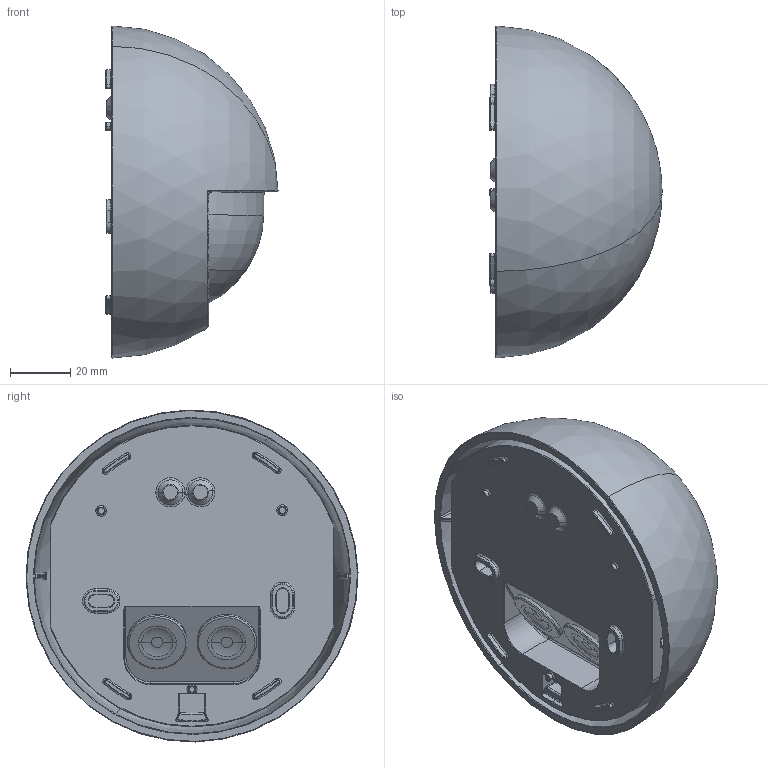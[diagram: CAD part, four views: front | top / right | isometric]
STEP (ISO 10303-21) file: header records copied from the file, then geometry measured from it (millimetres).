
FILE_DESCRIPTION('');
FILE_NAME('');
FILE_SCHEMA(('AUTOMOTIVE_DESIGN { 1 0 10303 214 1 1 1 1 }'));
Length unit declared in the file: millimetre
Products named in the file (1): EM10041006
Bounding box: 57 x 109.97 x 109.97 mm (x, y, z)
Volume: 269632.8 mm3; surface area: 67704.1 mm2
Topology: 5 solids, 5 shells, 339 faces, 765 edges, 441 vertices
Faces by surface type: torus 118, cylinder 98, bspline 58, plane 56, cone 5, sphere 4
Entity records: 13318 total; most frequent: CARTESIAN_POINT 6485, ORIENTED_EDGE 1512, DIRECTION 1100, EDGE_CURVE 756, AXIS2_PLACEMENT_3D 661, VERTEX_POINT 441, CIRCLE 407, EDGE_LOOP 355
